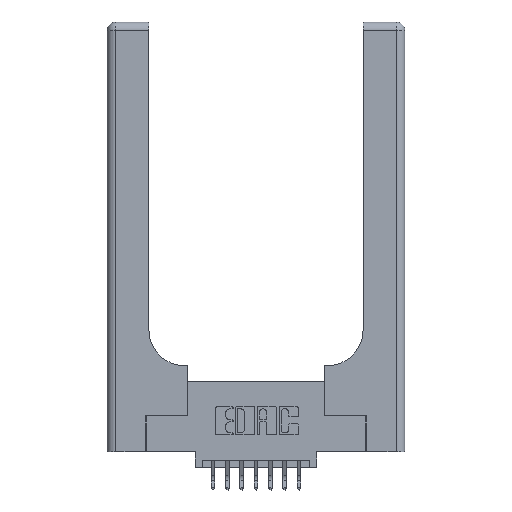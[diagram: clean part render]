
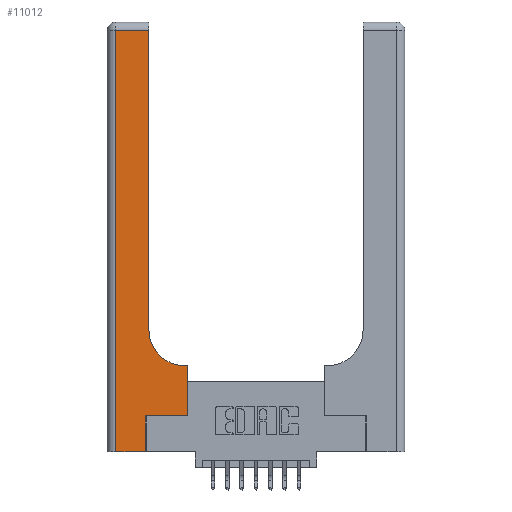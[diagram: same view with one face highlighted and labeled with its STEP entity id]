
A CAD part, top view. The second image highlights one B-rep face of the part: STEP entity #11012.
In plain terms, the highlighted planar face has unit normal (0, 0, 1).
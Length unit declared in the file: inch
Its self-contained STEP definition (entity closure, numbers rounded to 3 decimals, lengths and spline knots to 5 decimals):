
#341 = DIRECTION ( 'NONE',  ( 1., 0., 0. ) ) ;
#525 = VERTEX_POINT ( 'NONE', #12133 ) ;
#594 = EDGE_CURVE ( 'NONE', #2031, #1693, #1211, .T. ) ;
#620 = LINE ( 'NONE', #14269, #9142 ) ;
#904 = VECTOR ( 'NONE', #9389, 39.37008 ) ;
#945 = DIRECTION ( 'NONE',  ( -1., 0., 0. ) ) ;
#1087 = LINE ( 'NONE', #2046, #904 ) ;
#1184 = VECTOR ( 'NONE', #341, 39.37008 ) ;
#1207 = DIRECTION ( 'NONE',  ( 1., 0., 0. ) ) ;
#1209 = EDGE_CURVE ( 'NONE', #11695, #3512, #12074, .T. ) ;
#1211 = LINE ( 'NONE', #4585, #13783 ) ;
#1517 = VERTEX_POINT ( 'NONE', #14541 ) ;
#1693 = VERTEX_POINT ( 'NONE', #11363 ) ;
#1752 = EDGE_CURVE ( 'NONE', #7864, #1517, #10696, .T. ) ;
#1765 = DIRECTION ( 'NONE',  ( 0., 0., -1. ) ) ;
#1844 = VERTEX_POINT ( 'NONE', #12771 ) ;
#2031 = VERTEX_POINT ( 'NONE', #7915 ) ;
#2046 = CARTESIAN_POINT ( 'NONE',  ( 0., 2.94, 0.37 ) ) ;
#2235 = VERTEX_POINT ( 'NONE', #7012 ) ;
#3140 = DIRECTION ( 'NONE',  ( 1., 0., 0. ) ) ;
#3242 = AXIS2_PLACEMENT_3D ( 'NONE', #11823, #4551, #945 ) ;
#3261 = PLANE ( 'NONE',  #3242 ) ;
#3415 = DIRECTION ( 'NONE',  ( 0., -1., 0. ) ) ;
#3512 = VERTEX_POINT ( 'NONE', #12127 ) ;
#3526 = VECTOR ( 'NONE', #11277, 39.37008 ) ;
#3647 = VECTOR ( 'NONE', #1207, 39.37008 ) ;
#3892 = ORIENTED_EDGE ( 'NONE', *, *, #594, .T. ) ;
#4199 = ORIENTED_EDGE ( 'NONE', *, *, #12891, .T. ) ;
#4293 = CIRCLE ( 'NONE', #10462, 0.25 ) ;
#4551 = DIRECTION ( 'NONE',  ( 0., 0., -1. ) ) ;
#4585 = CARTESIAN_POINT ( 'NONE',  ( 0.2915, 0.6, 0.37 ) ) ;
#5599 = EDGE_LOOP ( 'NONE', ( #10710, #13465, #11563, #13702, #15579, #12789, #4199, #3892, #6077 ) ) ;
#5795 = DIRECTION ( 'NONE',  ( -1., 0., 0. ) ) ;
#5829 = CARTESIAN_POINT ( 'NONE',  ( 0., 0., 0.37 ) ) ;
#6077 = ORIENTED_EDGE ( 'NONE', *, *, #6881, .T. ) ;
#6428 = LINE ( 'NONE', #14842, #14274 ) ;
#6802 = FACE_OUTER_BOUND ( 'NONE', #5599, .T. ) ;
#6881 = EDGE_CURVE ( 'NONE', #1693, #525, #4293, .T. ) ;
#7012 = CARTESIAN_POINT ( 'NONE',  ( 0.2915, 2.94, 0.37 ) ) ;
#7038 = EDGE_CURVE ( 'NONE', #525, #2235, #9778, .T. ) ;
#7596 = CARTESIAN_POINT ( 'NONE',  ( 0.269, 0.25, 0.37 ) ) ;
#7864 = VERTEX_POINT ( 'NONE', #12106 ) ;
#7915 = CARTESIAN_POINT ( 'NONE',  ( 0.5585, 0.6, 0.37 ) ) ;
#9142 = VECTOR ( 'NONE', #3415, 39.37008 ) ;
#9389 = DIRECTION ( 'NONE',  ( -1., 0., 0. ) ) ;
#9400 = LINE ( 'NONE', #12443, #15549 ) ;
#9768 = DIRECTION ( 'NONE',  ( 0., 1., 0. ) ) ;
#9778 = LINE ( 'NONE', #12424, #3526 ) ;
#10198 = DIRECTION ( 'NONE',  ( 0., 1., 0. ) ) ;
#10353 = CARTESIAN_POINT ( 'NONE',  ( 0.06, 0., 0.37 ) ) ;
#10433 = CARTESIAN_POINT ( 'NONE',  ( 0.5415, 0.85, 0.37 ) ) ;
#10462 = AXIS2_PLACEMENT_3D ( 'NONE', #10433, #1765, #3140 ) ;
#10517 = EDGE_CURVE ( 'NONE', #3512, #7864, #6428, .T. ) ;
#10696 = LINE ( 'NONE', #7596, #1184 ) ;
#10710 = ORIENTED_EDGE ( 'NONE', *, *, #7038, .T. ) ;
#11012 = ADVANCED_FACE ( 'NONE', ( #6802 ), #3261, .F. ) ;
#11277 = DIRECTION ( 'NONE',  ( 0., 1., 0. ) ) ;
#11363 = CARTESIAN_POINT ( 'NONE',  ( 0.5415, 0.6, 0.37 ) ) ;
#11383 = EDGE_CURVE ( 'NONE', #2235, #1844, #1087, .T. ) ;
#11563 = ORIENTED_EDGE ( 'NONE', *, *, #15187, .T. ) ;
#11695 = VERTEX_POINT ( 'NONE', #10353 ) ;
#11823 = CARTESIAN_POINT ( 'NONE',  ( 0., 3., 0.37 ) ) ;
#12074 = LINE ( 'NONE', #5829, #3647 ) ;
#12106 = CARTESIAN_POINT ( 'NONE',  ( 0.269, 0.25, 0.37 ) ) ;
#12127 = CARTESIAN_POINT ( 'NONE',  ( 0.269, 0., 0.37 ) ) ;
#12133 = CARTESIAN_POINT ( 'NONE',  ( 0.2915, 0.85, 0.37 ) ) ;
#12424 = CARTESIAN_POINT ( 'NONE',  ( 0.2915, 3., 0.37 ) ) ;
#12443 = CARTESIAN_POINT ( 'NONE',  ( 0.5585, 0.25, 0.37 ) ) ;
#12771 = CARTESIAN_POINT ( 'NONE',  ( 0.06, 2.94, 0.37 ) ) ;
#12789 = ORIENTED_EDGE ( 'NONE', *, *, #1752, .T. ) ;
#12891 = EDGE_CURVE ( 'NONE', #1517, #2031, #9400, .T. ) ;
#13465 = ORIENTED_EDGE ( 'NONE', *, *, #11383, .T. ) ;
#13702 = ORIENTED_EDGE ( 'NONE', *, *, #1209, .T. ) ;
#13783 = VECTOR ( 'NONE', #5795, 39.37008 ) ;
#14269 = CARTESIAN_POINT ( 'NONE',  ( 0.06, 3., 0.37 ) ) ;
#14274 = VECTOR ( 'NONE', #9768, 39.37008 ) ;
#14541 = CARTESIAN_POINT ( 'NONE',  ( 0.5585, 0.25, 0.37 ) ) ;
#14842 = CARTESIAN_POINT ( 'NONE',  ( 0.269, 0., 0.37 ) ) ;
#15187 = EDGE_CURVE ( 'NONE', #1844, #11695, #620, .T. ) ;
#15549 = VECTOR ( 'NONE', #10198, 39.37008 ) ;
#15579 = ORIENTED_EDGE ( 'NONE', *, *, #10517, .T. ) ;
